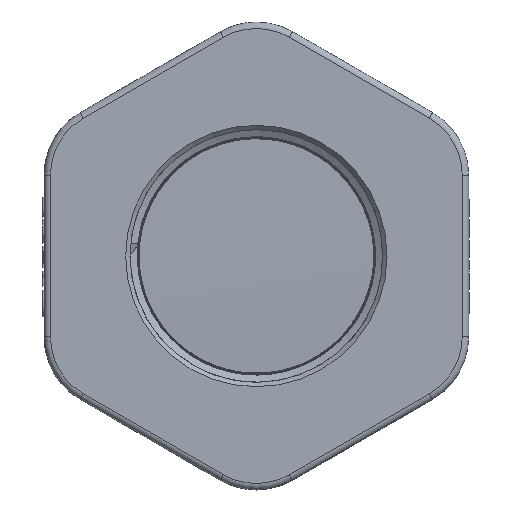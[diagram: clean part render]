
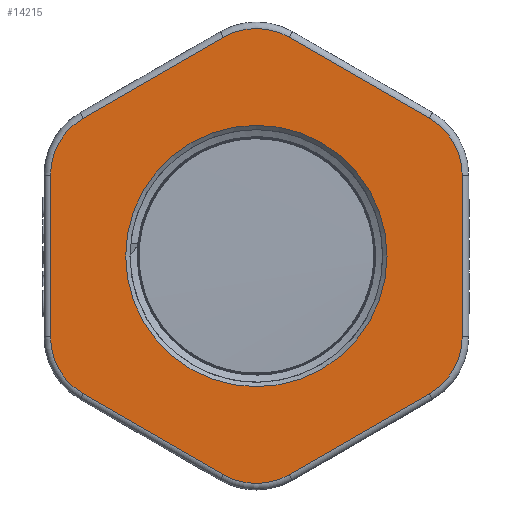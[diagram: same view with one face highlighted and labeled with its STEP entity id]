
A CAD part, left-side view. The second image highlights one B-rep face of the part: STEP entity #14215.
In plain terms, the highlighted planar face has unit normal (-1, 0, 0).
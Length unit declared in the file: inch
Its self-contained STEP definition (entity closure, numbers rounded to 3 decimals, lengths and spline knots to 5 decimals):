
#82=PLANE('',#15208);
#725=FACE_BOUND('',#2014,.T.);
#856=CIRCLE('',#15177,0.91);
#859=CIRCLE('',#15182,0.91);
#863=CIRCLE('',#15188,0.91);
#867=CIRCLE('',#15194,0.91);
#871=CIRCLE('',#15200,0.91);
#873=CIRCLE('',#15204,0.91);
#874=CIRCLE('',#15209,1.81);
#875=CIRCLE('',#15210,1.81);
#1176=FACE_OUTER_BOUND('',#2013,.T.);
#2013=EDGE_LOOP('',(#10441,#10442,#10443,#10444,#10445,#10446,#10447,#10448,
#10449,#10450,#10451,#10452));
#2014=EDGE_LOOP('',(#10453,#10454));
#3537=LINE('',#29604,#4871);
#3538=LINE('',#29613,#4872);
#3540=LINE('',#29623,#4874);
#3542=LINE('',#29635,#4876);
#3544=LINE('',#29647,#4878);
#3545=LINE('',#29656,#4879);
#4871=VECTOR('',#16380,0.3937);
#4872=VECTOR('',#16393,0.3937);
#4874=VECTOR('',#16405,0.3937);
#4876=VECTOR('',#16419,0.3937);
#4878=VECTOR('',#16433,0.3937);
#4879=VECTOR('',#16446,0.3937);
#6366=VERTEX_POINT('',#29601);
#6367=VERTEX_POINT('',#29603);
#6368=VERTEX_POINT('',#29607);
#6369=VERTEX_POINT('',#29611);
#6370=VERTEX_POINT('',#29615);
#6371=VERTEX_POINT('',#29619);
#6373=VERTEX_POINT('',#29625);
#6375=VERTEX_POINT('',#29631);
#6377=VERTEX_POINT('',#29637);
#6379=VERTEX_POINT('',#29643);
#6381=VERTEX_POINT('',#29649);
#6382=VERTEX_POINT('',#29654);
#6383=VERTEX_POINT('',#29666);
#6384=VERTEX_POINT('',#29667);
#7914=EDGE_CURVE('',#6366,#6367,#3537,.T.);
#7917=EDGE_CURVE('',#6367,#6368,#856,.T.);
#7919=EDGE_CURVE('',#6368,#6369,#3538,.T.);
#7921=EDGE_CURVE('',#6369,#6370,#859,.T.);
#7924=EDGE_CURVE('',#6370,#6371,#3540,.T.);
#7927=EDGE_CURVE('',#6371,#6373,#863,.T.);
#7930=EDGE_CURVE('',#6373,#6375,#3542,.T.);
#7933=EDGE_CURVE('',#6375,#6377,#867,.T.);
#7936=EDGE_CURVE('',#6377,#6379,#3544,.T.);
#7939=EDGE_CURVE('',#6379,#6381,#871,.T.);
#7941=EDGE_CURVE('',#6381,#6382,#3545,.T.);
#7942=EDGE_CURVE('',#6382,#6366,#873,.T.);
#7946=EDGE_CURVE('',#6383,#6384,#874,.T.);
#7947=EDGE_CURVE('',#6384,#6383,#875,.T.);
#10441=ORIENTED_EDGE('',*,*,#7914,.F.);
#10442=ORIENTED_EDGE('',*,*,#7942,.F.);
#10443=ORIENTED_EDGE('',*,*,#7941,.F.);
#10444=ORIENTED_EDGE('',*,*,#7939,.F.);
#10445=ORIENTED_EDGE('',*,*,#7936,.F.);
#10446=ORIENTED_EDGE('',*,*,#7933,.F.);
#10447=ORIENTED_EDGE('',*,*,#7930,.F.);
#10448=ORIENTED_EDGE('',*,*,#7927,.F.);
#10449=ORIENTED_EDGE('',*,*,#7924,.F.);
#10450=ORIENTED_EDGE('',*,*,#7921,.F.);
#10451=ORIENTED_EDGE('',*,*,#7919,.F.);
#10452=ORIENTED_EDGE('',*,*,#7917,.F.);
#10453=ORIENTED_EDGE('',*,*,#7946,.T.);
#10454=ORIENTED_EDGE('',*,*,#7947,.T.);
#14215=ADVANCED_FACE('',(#1176,#725),#82,.T.);
#15177=AXIS2_PLACEMENT_3D('',#29609,#16387,#16388);
#15182=AXIS2_PLACEMENT_3D('',#29617,#16398,#16399);
#15188=AXIS2_PLACEMENT_3D('',#29629,#16412,#16413);
#15194=AXIS2_PLACEMENT_3D('',#29641,#16426,#16427);
#15200=AXIS2_PLACEMENT_3D('',#29652,#16440,#16441);
#15204=AXIS2_PLACEMENT_3D('',#29658,#16449,#16450);
#15208=AXIS2_PLACEMENT_3D('',#29665,#16460,#16461);
#15209=AXIS2_PLACEMENT_3D('',#29668,#16462,#16463);
#15210=AXIS2_PLACEMENT_3D('',#29669,#16464,#16465);
#16380=DIRECTION('',(0.,-0.866,0.5));
#16387=DIRECTION('center_axis',(1.,0.,0.));
#16388=DIRECTION('ref_axis',(0.,0.,1.));
#16393=DIRECTION('',(0.,-0.866,-0.5));
#16398=DIRECTION('center_axis',(1.,0.,0.));
#16399=DIRECTION('ref_axis',(0.,-0.866,0.5));
#16405=DIRECTION('',(0.,0.,-1.));
#16412=DIRECTION('center_axis',(1.,0.,0.));
#16413=DIRECTION('ref_axis',(0.,-0.866,-0.5));
#16419=DIRECTION('',(0.,0.866,-0.5));
#16426=DIRECTION('center_axis',(1.,0.,0.));
#16427=DIRECTION('ref_axis',(0.,0.,-1.));
#16433=DIRECTION('',(0.,0.866,0.5));
#16440=DIRECTION('center_axis',(1.,0.,0.));
#16441=DIRECTION('ref_axis',(0.,0.866,-0.5));
#16446=DIRECTION('',(0.,0.,1.));
#16449=DIRECTION('center_axis',(1.,0.,0.));
#16450=DIRECTION('ref_axis',(0.,0.866,0.5));
#16460=DIRECTION('center_axis',(-1.,0.,0.));
#16461=DIRECTION('ref_axis',(0.,0.,1.));
#16462=DIRECTION('center_axis',(1.,0.,0.));
#16463=DIRECTION('ref_axis',(0.,1.,0.));
#16464=DIRECTION('center_axis',(1.,0.,0.));
#16465=DIRECTION('ref_axis',(0.,1.,0.));
#29601=CARTESIAN_POINT('',(0.,2.395,1.90814));
#29603=CARTESIAN_POINT('',(0.,0.455,3.0282));
#29604=CARTESIAN_POINT('',(0.,1.58063,2.37832));
#29607=CARTESIAN_POINT('',(0.,-0.455,3.0282));
#29609=CARTESIAN_POINT('Origin',(0.,0.,2.24012));
#29611=CARTESIAN_POINT('',(0.,-2.395,1.90814));
#29613=CARTESIAN_POINT('',(0.,-1.26938,2.55802));
#29615=CARTESIAN_POINT('',(0.,-2.85,1.12006));
#29617=CARTESIAN_POINT('Origin',(0.,-1.94,1.12006));
#29619=CARTESIAN_POINT('',(0.,-2.85,-1.12006));
#29623=CARTESIAN_POINT('',(0.,-2.85,-0.8487));
#29625=CARTESIAN_POINT('',(0.,-2.395,-1.90814));
#29629=CARTESIAN_POINT('Origin',(0.,-1.94,-1.12006));
#29631=CARTESIAN_POINT('',(0.,-0.455,-3.0282));
#29635=CARTESIAN_POINT('',(0.,0.20062,-3.40673));
#29637=CARTESIAN_POINT('',(0.,0.455,-3.0282));
#29641=CARTESIAN_POINT('Origin',(0.,0.,-2.24012));
#29643=CARTESIAN_POINT('',(0.,2.395,-1.90814));
#29647=CARTESIAN_POINT('',(0.,3.05063,-1.52962));
#29649=CARTESIAN_POINT('',(0.,2.85,-1.12006));
#29652=CARTESIAN_POINT('Origin',(0.,1.94,-1.12006));
#29654=CARTESIAN_POINT('',(0.,2.85,1.12006));
#29656=CARTESIAN_POINT('',(0.,2.85,0.8487));
#29658=CARTESIAN_POINT('Origin',(0.,1.94,1.12006));
#29665=CARTESIAN_POINT('Origin',(0.,2.375,0.));
#29666=CARTESIAN_POINT('',(0.,1.81,0.));
#29667=CARTESIAN_POINT('',(0.,-1.81,0.));
#29668=CARTESIAN_POINT('Origin',(0.,0.,0.));
#29669=CARTESIAN_POINT('Origin',(0.,0.,0.));
